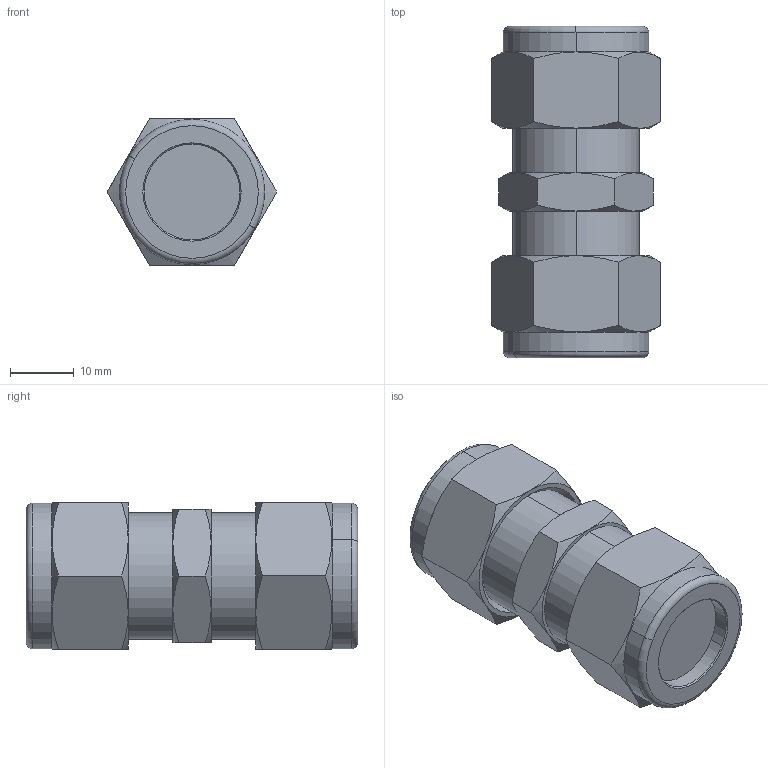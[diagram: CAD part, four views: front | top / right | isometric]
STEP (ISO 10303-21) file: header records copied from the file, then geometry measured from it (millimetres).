
FILE_DESCRIPTION (( 'STEP AP214' ), '1' );
FILE_NAME ('1046000007.step', '2013-02-25T17:15:18', ( '' ), ( '' ), 'SwSTEP 2.0', 'SolidWorks 2012', '' );
FILE_SCHEMA (( 'AUTOMOTIVE_DESIGN' ));
Length unit declared in the file: millimetre
Products named in the file (1): 1046000007
Bounding box: 26.56 x 52 x 23 mm (x, y, z)
Volume: 19872.2 mm3; surface area: 5325.9 mm2
Topology: 1 solids, 1 shells, 78 faces, 172 edges, 102 vertices
Faces by surface type: cone 36, plane 26, cylinder 12, torus 4
Entity records: 3306 total; most frequent: CARTESIAN_POINT 777, ORIENTED_EDGE 344, DIRECTION 332, EDGE_CURVE 172, AXIS2_PLACEMENT_3D 145, VERTEX_POINT 102, EDGE_LOOP 84, UNCERTAINTY_MEASURE_WITH_UNIT 81
